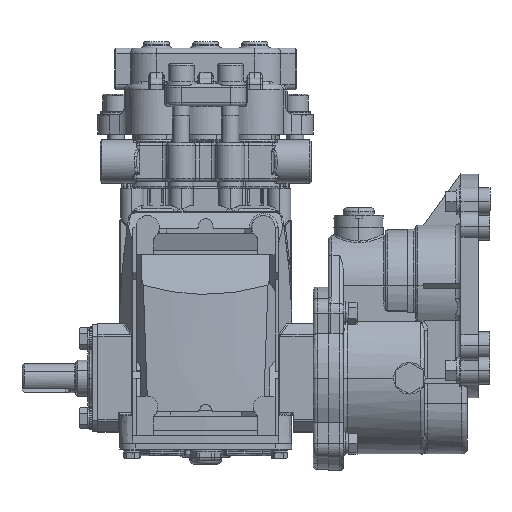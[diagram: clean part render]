
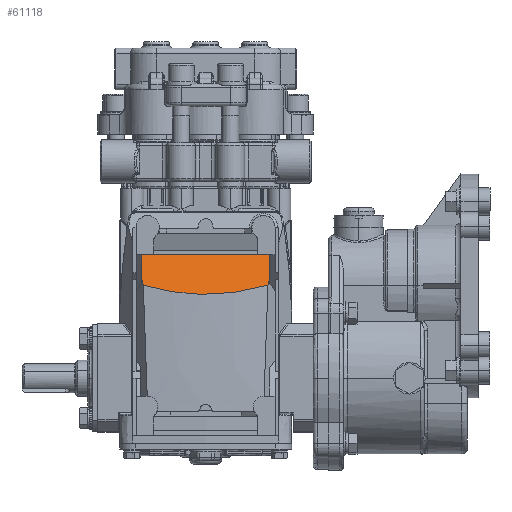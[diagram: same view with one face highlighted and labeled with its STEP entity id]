
A CAD part, front view. The second image highlights one B-rep face of the part: STEP entity #61118.
In plain terms, the highlighted planar face has unit normal (0, -0.94, 0.342).
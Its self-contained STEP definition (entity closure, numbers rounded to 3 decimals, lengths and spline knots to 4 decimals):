
#484 = EDGE_CURVE ( 'NONE', #24351, #67752, #75755, .T. ) ;
#1598 = LINE ( 'NONE', #28199, #23244 ) ;
#3311 = CARTESIAN_POINT ( 'NONE',  ( 1.6965, -1.9069, -3.3623 ) ) ;
#3688 = ORIENTED_EDGE ( 'NONE', *, *, #28670, .F. ) ;
#5396 = VECTOR ( 'NONE', #52714, 39.3701 ) ;
#5921 = EDGE_CURVE ( 'NONE', #73155, #24351, #23361, .T. ) ;
#6113 = DIRECTION ( 'NONE',  ( 0., 0.94, -0.342 ) ) ;
#6652 = LINE ( 'NONE', #26698, #78528 ) ;
#7466 = CARTESIAN_POINT ( 'NONE',  ( 1.8877, -1.6339, -2.612 ) ) ;
#9213 = ORIENTED_EDGE ( 'NONE', *, *, #27064, .F. ) ;
#9449 = EDGE_CURVE ( 'NONE', #27819, #46051, #82232, .T. ) ;
#9595 = VERTEX_POINT ( 'NONE', #31089 ) ;
#10176 = CARTESIAN_POINT ( 'NONE',  ( 1.6965, -1.9069, -3.3623 ) ) ;
#10915 = EDGE_CURVE ( 'NONE', #73155, #70396, #6652, .T. ) ;
#11159 = ORIENTED_EDGE ( 'NONE', *, *, #77379, .F. ) ;
#12653 = FACE_OUTER_BOUND ( 'NONE', #13257, .T. ) ;
#13257 = EDGE_LOOP ( 'NONE', ( #9213, #59028, #64597, #86186, #82362, #74640, #21811, #77605, #3688, #11159, #14484 ) ) ;
#14484 = ORIENTED_EDGE ( 'NONE', *, *, #24207, .F. ) ;
#15513 = DIRECTION ( 'NONE',  ( 1., 0., 0. ) ) ;
#15938 = CARTESIAN_POINT ( 'NONE',  ( -1.6965, -1.9069, -3.3623 ) ) ;
#16356 = VECTOR ( 'NONE', #49737, 39.3701 ) ;
#16824 = CARTESIAN_POINT ( 'NONE',  ( -1.1424, -1.9598, -3.5075 ) ) ;
#18632 = EDGE_CURVE ( 'NONE', #67752, #69081, #65783, .T. ) ;
#20827 = LINE ( 'NONE', #47455, #47513 ) ;
#21811 = ORIENTED_EDGE ( 'NONE', *, *, #9449, .F. ) ;
#22389 = CARTESIAN_POINT ( 'NONE',  ( 1.8209, -1.6339, -2.612 ) ) ;
#22909 = LINE ( 'NONE', #49544, #71413 ) ;
#23102 = CARTESIAN_POINT ( 'NONE',  ( 0., -1.6309, -2.6038 ) ) ;
#23244 = VECTOR ( 'NONE', #54842, 39.3701 ) ;
#23361 = B_SPLINE_CURVE_WITH_KNOTS ( 'NONE', 3,
 ( #3311, #29916, #56532, #83192, #23362, #49997, #76647, #16824, #43448, #70066 ),
 .UNSPECIFIED., .F., .F.,
 ( 4, 2, 2, 2, 4 ),
 ( 0., 0.25, 0.5, 0.75, 1. ),
 .UNSPECIFIED. ) ;
#23362 = CARTESIAN_POINT ( 'NONE',  ( 0.2874, -1.9986, -3.6142 ) ) ;
#24207 = EDGE_CURVE ( 'NONE', #9595, #29394, #1598, .T. ) ;
#24351 = VERTEX_POINT ( 'NONE', #50019 ) ;
#25238 = CARTESIAN_POINT ( 'NONE',  ( 1.8877, -1.6339, -2.612 ) ) ;
#26069 = CARTESIAN_POINT ( 'NONE',  ( -1.752, -1.5986, -2.5152 ) ) ;
#26698 = CARTESIAN_POINT ( 'NONE',  ( 1.6965, -1.9069, -3.3623 ) ) ;
#27064 = EDGE_CURVE ( 'NONE', #69081, #9595, #82933, .T. ) ;
#27819 = VERTEX_POINT ( 'NONE', #7466 ) ;
#28199 = CARTESIAN_POINT ( 'NONE',  ( -1.8898, -1.5986, -2.5152 ) ) ;
#28670 = EDGE_CURVE ( 'NONE', #79096, #47217, #20827, .T. ) ;
#29394 = VERTEX_POINT ( 'NONE', #33603 ) ;
#29916 = CARTESIAN_POINT ( 'NONE',  ( 1.4227, -1.9368, -3.4444 ) ) ;
#31089 = CARTESIAN_POINT ( 'NONE',  ( -1.8898, -1.6309, -2.6038 ) ) ;
#31573 = CARTESIAN_POINT ( 'NONE',  ( 1.752, -1.6339, -2.612 ) ) ;
#32713 = DIRECTION ( 'NONE',  ( 0., 0.342, 0.94 ) ) ;
#33603 = CARTESIAN_POINT ( 'NONE',  ( -1.8898, -1.6038, -2.5295 ) ) ;
#35747 = EDGE_CURVE ( 'NONE', #46051, #70396, #22909, .T. ) ;
#35905 = AXIS2_PLACEMENT_3D ( 'NONE', #65876, #6113, #32713 ) ;
#37837 = VECTOR ( 'NONE', #49017, 39.3701 ) ;
#39260 = PLANE ( 'NONE',  #35905 ) ;
#42501 = CARTESIAN_POINT ( 'NONE',  ( -1.752, -1.8276, -3.1445 ) ) ;
#42558 = DIRECTION ( 'NONE',  ( -0.233, 0.333, 0.914 ) ) ;
#43448 = CARTESIAN_POINT ( 'NONE',  ( -1.4227, -1.9368, -3.4444 ) ) ;
#46051 = VERTEX_POINT ( 'NONE', #31573 ) ;
#46763 = EDGE_CURVE ( 'NONE', #27819, #47217, #85056, .T. ) ;
#47217 = VERTEX_POINT ( 'NONE', #81247 ) ;
#47455 = CARTESIAN_POINT ( 'NONE',  ( 1.8898, -1.6038, -2.5295 ) ) ;
#47513 = VECTOR ( 'NONE', #74091, 39.3701 ) ;
#48694 = LINE ( 'NONE', #75342, #84158 ) ;
#49017 = DIRECTION ( 'NONE',  ( -1., 0., 0. ) ) ;
#49544 = CARTESIAN_POINT ( 'NONE',  ( 1.752, -1.6339, -2.612 ) ) ;
#49737 = DIRECTION ( 'NONE',  ( -1., 0., 0. ) ) ;
#49997 = CARTESIAN_POINT ( 'NONE',  ( -0.2874, -1.9986, -3.6142 ) ) ;
#50019 = CARTESIAN_POINT ( 'NONE',  ( -1.6965, -1.9069, -3.3623 ) ) ;
#51880 = DIRECTION ( 'NONE',  ( 0.233, 0.333, 0.914 ) ) ;
#52714 = DIRECTION ( 'NONE',  ( 0., 0.342, 0.94 ) ) ;
#53328 = DIRECTION ( 'NONE',  ( 0.233, 0.333, 0.914 ) ) ;
#54842 = DIRECTION ( 'NONE',  ( 0., 0.342, 0.94 ) ) ;
#56333 = CARTESIAN_POINT ( 'NONE',  ( 1.8898, -1.6038, -2.5295 ) ) ;
#56532 = CARTESIAN_POINT ( 'NONE',  ( 1.1424, -1.9598, -3.5075 ) ) ;
#58612 = CARTESIAN_POINT ( 'NONE',  ( -1.752, -1.6309, -2.6038 ) ) ;
#59028 = ORIENTED_EDGE ( 'NONE', *, *, #18632, .F. ) ;
#61118 = ADVANCED_FACE ( 'NONE', ( #12653 ), #39260, .F. ) ;
#63218 = VECTOR ( 'NONE', #51880, 39.3701 ) ;
#64597 = ORIENTED_EDGE ( 'NONE', *, *, #484, .F. ) ;
#65783 = LINE ( 'NONE', #26069, #5396 ) ;
#65876 = CARTESIAN_POINT ( 'NONE',  ( -2.0976, -2.0067, -3.6364 ) ) ;
#66565 = CARTESIAN_POINT ( 'NONE',  ( 1.752, -1.8276, -3.1445 ) ) ;
#67752 = VERTEX_POINT ( 'NONE', #42501 ) ;
#69081 = VERTEX_POINT ( 'NONE', #58612 ) ;
#70066 = CARTESIAN_POINT ( 'NONE',  ( -1.6965, -1.9069, -3.3623 ) ) ;
#70396 = VERTEX_POINT ( 'NONE', #66565 ) ;
#71413 = VECTOR ( 'NONE', #76192, 39.3701 ) ;
#73155 = VERTEX_POINT ( 'NONE', #10176 ) ;
#74091 = DIRECTION ( 'NONE',  ( 0., -0.342, -0.94 ) ) ;
#74640 = ORIENTED_EDGE ( 'NONE', *, *, #35747, .F. ) ;
#75342 = CARTESIAN_POINT ( 'NONE',  ( 0., -1.6038, -2.5295 ) ) ;
#75755 = LINE ( 'NONE', #15938, #82433 ) ;
#76192 = DIRECTION ( 'NONE',  ( 0., -0.342, -0.94 ) ) ;
#76647 = CARTESIAN_POINT ( 'NONE',  ( -0.5748, -1.9907, -3.5925 ) ) ;
#77379 = EDGE_CURVE ( 'NONE', #29394, #79096, #48694, .T. ) ;
#77605 = ORIENTED_EDGE ( 'NONE', *, *, #46763, .T. ) ;
#78528 = VECTOR ( 'NONE', #53328, 39.3701 ) ;
#79096 = VERTEX_POINT ( 'NONE', #56333 ) ;
#81247 = CARTESIAN_POINT ( 'NONE',  ( 1.8898, -1.6309, -2.6038 ) ) ;
#82232 = LINE ( 'NONE', #22389, #37837 ) ;
#82362 = ORIENTED_EDGE ( 'NONE', *, *, #10915, .T. ) ;
#82433 = VECTOR ( 'NONE', #42558, 39.3701 ) ;
#82933 = LINE ( 'NONE', #23102, #16356 ) ;
#83192 = CARTESIAN_POINT ( 'NONE',  ( 0.5748, -1.9907, -3.5925 ) ) ;
#84158 = VECTOR ( 'NONE', #15513, 39.3701 ) ;
#85056 = LINE ( 'NONE', #25238, #63218 ) ;
#86186 = ORIENTED_EDGE ( 'NONE', *, *, #5921, .F. ) ;
